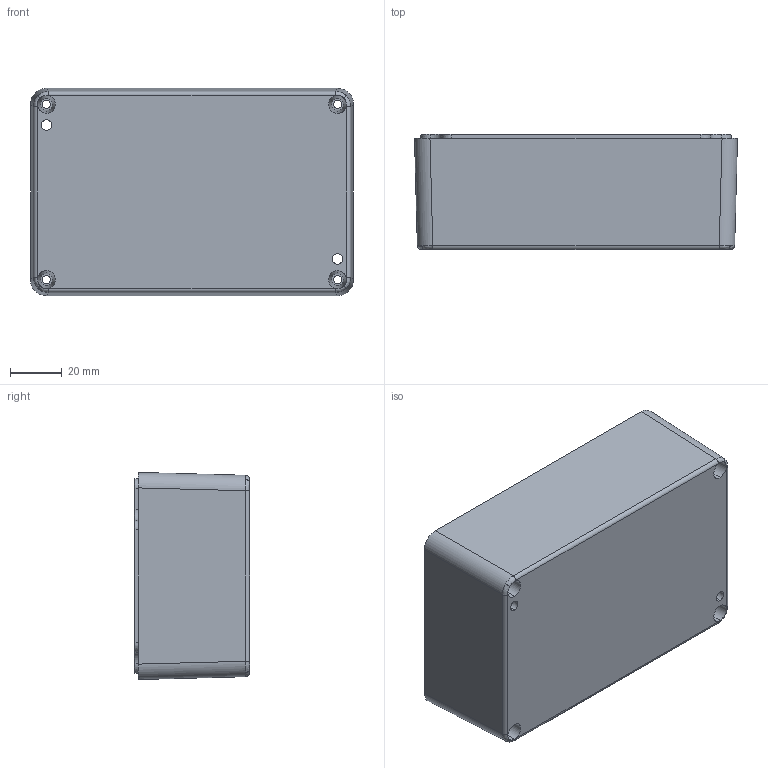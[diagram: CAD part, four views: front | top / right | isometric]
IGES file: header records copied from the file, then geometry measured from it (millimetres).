
Global section: file name: No Iges File Name specified; native system: Autodesk Inventor 2011; preprocessor: AutoDesk Inventor Iges Exporter R2011; author: tcook; date: 20100924.141039; units: millimetre
Bounding box: 125.4 x 44.7 x 80.4 mm (x, y, z)
Volume: 110220.1 mm3; surface area: 56031.3 mm2
Topology: 1 solids, 1 shells, 536 faces, 1387 edges, 894 vertices
Faces by surface type: bspline 219, plane 153, revolution 90, cylinder 38, torus 24, cone 12
